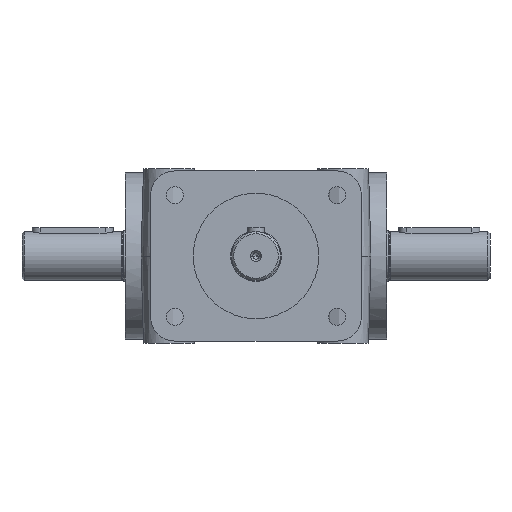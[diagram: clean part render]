
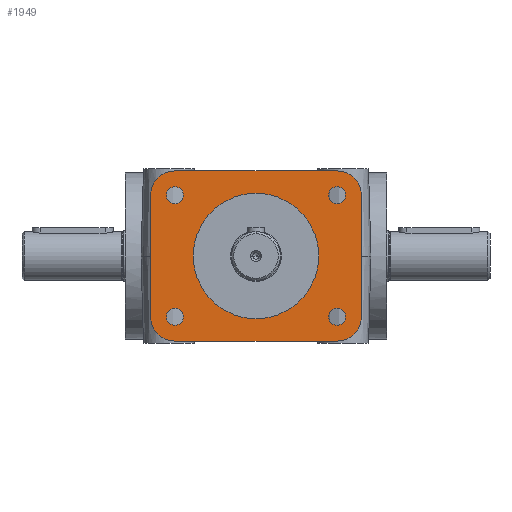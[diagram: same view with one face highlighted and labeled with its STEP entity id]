
A CAD part, front view. The second image highlights one B-rep face of the part: STEP entity #1949.
In plain terms, the highlighted planar face has unit normal (0, -1, 0).
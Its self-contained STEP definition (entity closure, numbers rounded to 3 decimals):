
#1949=ADVANCED_FACE('',(#4445,#4446,#4447,#4448,#4449,#4450),#4451,.F.);
#4445=FACE_OUTER_BOUND('',#7774,.T.);
#4446=FACE_BOUND('',#7775,.T.);
#4447=FACE_BOUND('',#7776,.T.);
#4448=FACE_BOUND('',#7777,.T.);
#4449=FACE_BOUND('',#7778,.T.);
#4450=FACE_BOUND('',#7779,.T.);
#4451=PLANE('',#7780);
#7774=EDGE_LOOP('',(#18171,#18172,#18173,#18174,#18175,#18176,#18177,#18178));
#7775=EDGE_LOOP('',(#18179,#18180,#18181));
#7776=EDGE_LOOP('',(#18182,#18183,#18184));
#7777=EDGE_LOOP('',(#18185,#18186,#18187));
#7778=EDGE_LOOP('',(#18188,#18189,#18190));
#7779=EDGE_LOOP('',(#18191,#18192));
#7780=AXIS2_PLACEMENT_3D('',#18193,#18194,#18195);
#18171=ORIENTED_EDGE('',*,*,#26678,.T.);
#18172=ORIENTED_EDGE('',*,*,#26674,.T.);
#18173=ORIENTED_EDGE('',*,*,#26670,.T.);
#18174=ORIENTED_EDGE('',*,*,#26666,.T.);
#18175=ORIENTED_EDGE('',*,*,#26662,.T.);
#18176=ORIENTED_EDGE('',*,*,#26658,.T.);
#18177=ORIENTED_EDGE('',*,*,#26654,.T.);
#18178=ORIENTED_EDGE('',*,*,#26649,.T.);
#18179=ORIENTED_EDGE('',*,*,#26683,.F.);
#18180=ORIENTED_EDGE('',*,*,#26684,.F.);
#18181=ORIENTED_EDGE('',*,*,#24798,.F.);
#18182=ORIENTED_EDGE('',*,*,#26685,.F.);
#18183=ORIENTED_EDGE('',*,*,#26686,.F.);
#18184=ORIENTED_EDGE('',*,*,#24803,.F.);
#18185=ORIENTED_EDGE('',*,*,#26687,.F.);
#18186=ORIENTED_EDGE('',*,*,#26688,.F.);
#18187=ORIENTED_EDGE('',*,*,#24808,.F.);
#18188=ORIENTED_EDGE('',*,*,#26689,.F.);
#18189=ORIENTED_EDGE('',*,*,#26690,.F.);
#18190=ORIENTED_EDGE('',*,*,#24813,.F.);
#18191=ORIENTED_EDGE('',*,*,#26641,.T.);
#18192=ORIENTED_EDGE('',*,*,#24875,.T.);
#18193=CARTESIAN_POINT('',(0.0,-91.0,0.0));
#18194=DIRECTION('',(0.0,1.0,0.0));
#18195=DIRECTION('',(1.0,0.0,-0.0));
#24798=EDGE_CURVE('',#28513,#28509,#28515,.T.);
#24803=EDGE_CURVE('',#28522,#28518,#28524,.T.);
#24808=EDGE_CURVE('',#28531,#28527,#28533,.T.);
#24813=EDGE_CURVE('',#28540,#28536,#28542,.T.);
#24875=EDGE_CURVE('',#28648,#28652,#28654,.T.);
#26641=EDGE_CURVE('',#28652,#28648,#31403,.T.);
#26649=EDGE_CURVE('',#31413,#31414,#31415,.T.);
#26654=EDGE_CURVE('',#31422,#31413,#31423,.T.);
#26658=EDGE_CURVE('',#31428,#31422,#31429,.T.);
#26662=EDGE_CURVE('',#31434,#31428,#31435,.T.);
#26666=EDGE_CURVE('',#31440,#31434,#31441,.T.);
#26670=EDGE_CURVE('',#31446,#31440,#31447,.T.);
#26674=EDGE_CURVE('',#31452,#31446,#31453,.T.);
#26678=EDGE_CURVE('',#31414,#31452,#31458,.T.);
#26683=EDGE_CURVE('',#31463,#28513,#31464,.T.);
#26684=EDGE_CURVE('',#28509,#31463,#31465,.T.);
#26685=EDGE_CURVE('',#31466,#28522,#31467,.T.);
#26686=EDGE_CURVE('',#28518,#31466,#31468,.T.);
#26687=EDGE_CURVE('',#31469,#28531,#31470,.T.);
#26688=EDGE_CURVE('',#28527,#31469,#31471,.T.);
#26689=EDGE_CURVE('',#31472,#28540,#31473,.T.);
#26690=EDGE_CURVE('',#28536,#31472,#31474,.T.);
#28509=VERTEX_POINT('',#34070);
#28513=VERTEX_POINT('',#34075);
#28515=CIRCLE('',#34078,4.188);
#28518=VERTEX_POINT('',#34081);
#28522=VERTEX_POINT('',#34086);
#28524=CIRCLE('',#34089,4.188);
#28527=VERTEX_POINT('',#34092);
#28531=VERTEX_POINT('',#34097);
#28533=CIRCLE('',#34100,4.188);
#28536=VERTEX_POINT('',#34103);
#28540=VERTEX_POINT('',#34108);
#28542=CIRCLE('',#34111,4.188);
#28648=VERTEX_POINT('',#34372);
#28652=VERTEX_POINT('',#34377);
#28654=CIRCLE('',#34380,31.0);
#31403=CIRCLE('',#48592,31.0);
#31413=VERTEX_POINT('',#48602);
#31414=VERTEX_POINT('',#48603);
#31415=LINE('',#48604,#48605);
#31422=VERTEX_POINT('',#48615);
#31423=CIRCLE('',#48616,12.0);
#31428=VERTEX_POINT('',#48622);
#31429=LINE('',#48623,#48624);
#31434=VERTEX_POINT('',#48631);
#31435=CIRCLE('',#48632,12.0);
#31440=VERTEX_POINT('',#48638);
#31441=LINE('',#48639,#48640);
#31446=VERTEX_POINT('',#48647);
#31447=CIRCLE('',#48648,12.0);
#31452=VERTEX_POINT('',#48654);
#31453=LINE('',#48655,#48656);
#31458=CIRCLE('',#48663,12.0);
#31463=VERTEX_POINT('',#48668);
#31464=CIRCLE('',#48669,4.188);
#31465=CIRCLE('',#48670,4.188);
#31466=VERTEX_POINT('',#48671);
#31467=CIRCLE('',#48672,4.188);
#31468=CIRCLE('',#48673,4.188);
#31469=VERTEX_POINT('',#48674);
#31470=CIRCLE('',#48675,4.188);
#31471=CIRCLE('',#48676,4.188);
#31472=VERTEX_POINT('',#48677);
#31473=CIRCLE('',#48678,4.188);
#31474=CIRCLE('',#48679,4.188);
#34070=CARTESIAN_POINT('',(40.0,-91.0,25.812));
#34075=CARTESIAN_POINT('',(40.0,-91.0,34.188));
#34078=AXIS2_PLACEMENT_3D('',#55329,#55330,#55331);
#34081=CARTESIAN_POINT('',(40.0,-91.0,-34.188));
#34086=CARTESIAN_POINT('',(40.0,-91.0,-25.812));
#34089=AXIS2_PLACEMENT_3D('',#55337,#55338,#55339);
#34092=CARTESIAN_POINT('',(-40.0,-91.0,-34.188));
#34097=CARTESIAN_POINT('',(-40.0,-91.0,-25.812));
#34100=AXIS2_PLACEMENT_3D('',#55345,#55346,#55347);
#34103=CARTESIAN_POINT('',(-40.0,-91.0,25.812));
#34108=CARTESIAN_POINT('',(-40.0,-91.0,34.188));
#34111=AXIS2_PLACEMENT_3D('',#55353,#55354,#55355);
#34372=CARTESIAN_POINT('',(0.,-91.0,-31.0));
#34377=CARTESIAN_POINT('',(0.,-91.0,31.0));
#34380=AXIS2_PLACEMENT_3D('',#55446,#55447,#55448);
#48592=AXIS2_PLACEMENT_3D('',#56482,#56483,#56484);
#48602=CARTESIAN_POINT('',(-52.0,-91.0,30.0));
#48603=CARTESIAN_POINT('',(-52.0,-91.0,-30.0));
#48604=CARTESIAN_POINT('',(-52.0,-91.0,30.0));
#48605=VECTOR('',#56497,1000.0);
#48615=CARTESIAN_POINT('',(-40.0,-91.0,42.0));
#48616=AXIS2_PLACEMENT_3D('',#56501,#56502,#56503);
#48622=CARTESIAN_POINT('',(40.0,-91.0,42.0));
#48623=CARTESIAN_POINT('',(40.0,-91.0,42.0));
#48624=VECTOR('',#56508,1000.0);
#48631=CARTESIAN_POINT('',(52.0,-91.0,30.0));
#48632=AXIS2_PLACEMENT_3D('',#56511,#56512,#56513);
#48638=CARTESIAN_POINT('',(52.0,-91.0,-30.0));
#48639=CARTESIAN_POINT('',(52.0,-91.0,-30.0));
#48640=VECTOR('',#56518,1000.0);
#48647=CARTESIAN_POINT('',(40.0,-91.0,-42.0));
#48648=AXIS2_PLACEMENT_3D('',#56521,#56522,#56523);
#48654=CARTESIAN_POINT('',(-40.0,-91.0,-42.0));
#48655=CARTESIAN_POINT('',(-40.0,-91.0,-42.0));
#48656=VECTOR('',#56528,1000.0);
#48663=AXIS2_PLACEMENT_3D('',#56531,#56532,#56533);
#48668=CARTESIAN_POINT('',(44.188,-91.0,30.0));
#48669=AXIS2_PLACEMENT_3D('',#56537,#56538,#56539);
#48670=AXIS2_PLACEMENT_3D('',#56540,#56541,#56542);
#48671=CARTESIAN_POINT('',(44.188,-91.0,-30.0));
#48672=AXIS2_PLACEMENT_3D('',#56543,#56544,#56545);
#48673=AXIS2_PLACEMENT_3D('',#56546,#56547,#56548);
#48674=CARTESIAN_POINT('',(-35.812,-91.0,-30.0));
#48675=AXIS2_PLACEMENT_3D('',#56549,#56550,#56551);
#48676=AXIS2_PLACEMENT_3D('',#56552,#56553,#56554);
#48677=CARTESIAN_POINT('',(-35.812,-91.0,30.0));
#48678=AXIS2_PLACEMENT_3D('',#56555,#56556,#56557);
#48679=AXIS2_PLACEMENT_3D('',#56558,#56559,#56560);
#55329=CARTESIAN_POINT('',(40.0,-91.0,30.0));
#55330=DIRECTION('',(0.0,-1.0,0.0));
#55331=DIRECTION('',(1.0,0.0,0.0));
#55337=CARTESIAN_POINT('',(40.0,-91.0,-30.0));
#55338=DIRECTION('',(0.0,-1.0,0.0));
#55339=DIRECTION('',(1.0,0.0,0.0));
#55345=CARTESIAN_POINT('',(-40.0,-91.0,-30.0));
#55346=DIRECTION('',(0.0,-1.0,0.0));
#55347=DIRECTION('',(1.0,0.0,0.0));
#55353=CARTESIAN_POINT('',(-40.0,-91.0,30.0));
#55354=DIRECTION('',(0.0,-1.0,0.0));
#55355=DIRECTION('',(1.0,0.0,0.0));
#55446=CARTESIAN_POINT('',(0.,-91.0,0.0));
#55447=DIRECTION('',(0.0,1.0,0.0));
#55448=DIRECTION('',(0.0,0.0,1.0));
#56482=CARTESIAN_POINT('',(0.,-91.0,0.0));
#56483=DIRECTION('',(0.0,1.0,0.0));
#56484=DIRECTION('',(0.0,0.0,1.0));
#56497=DIRECTION('',(0.0,0.0,-1.0));
#56501=CARTESIAN_POINT('',(-40.0,-91.0,30.0));
#56502=DIRECTION('',(0.0,-1.0,0.0));
#56503=DIRECTION('',(1.0,0.0,0.0));
#56508=DIRECTION('',(-1.0,0.0,0.0));
#56511=CARTESIAN_POINT('',(40.0,-91.0,30.0));
#56512=DIRECTION('',(0.0,-1.0,0.0));
#56513=DIRECTION('',(1.0,0.0,0.0));
#56518=DIRECTION('',(0.0,0.0,1.0));
#56521=CARTESIAN_POINT('',(40.0,-91.0,-30.0));
#56522=DIRECTION('',(0.0,-1.0,0.0));
#56523=DIRECTION('',(-1.0,0.0,0.0));
#56528=DIRECTION('',(1.0,0.0,0.0));
#56531=CARTESIAN_POINT('',(-40.0,-91.0,-30.0));
#56532=DIRECTION('',(0.0,-1.0,0.0));
#56533=DIRECTION('',(1.0,0.0,0.0));
#56537=CARTESIAN_POINT('',(40.0,-91.0,30.0));
#56538=DIRECTION('',(0.0,-1.0,0.0));
#56539=DIRECTION('',(1.0,0.0,0.0));
#56540=CARTESIAN_POINT('',(40.0,-91.0,30.0));
#56541=DIRECTION('',(0.0,-1.0,0.0));
#56542=DIRECTION('',(1.0,0.0,0.0));
#56543=CARTESIAN_POINT('',(40.0,-91.0,-30.0));
#56544=DIRECTION('',(0.0,-1.0,0.0));
#56545=DIRECTION('',(1.0,0.0,0.0));
#56546=CARTESIAN_POINT('',(40.0,-91.0,-30.0));
#56547=DIRECTION('',(0.0,-1.0,0.0));
#56548=DIRECTION('',(1.0,0.0,0.0));
#56549=CARTESIAN_POINT('',(-40.0,-91.0,-30.0));
#56550=DIRECTION('',(0.0,-1.0,0.0));
#56551=DIRECTION('',(1.0,0.0,0.0));
#56552=CARTESIAN_POINT('',(-40.0,-91.0,-30.0));
#56553=DIRECTION('',(0.0,-1.0,0.0));
#56554=DIRECTION('',(1.0,0.0,0.0));
#56555=CARTESIAN_POINT('',(-40.0,-91.0,30.0));
#56556=DIRECTION('',(0.0,-1.0,0.0));
#56557=DIRECTION('',(1.0,0.0,0.0));
#56558=CARTESIAN_POINT('',(-40.0,-91.0,30.0));
#56559=DIRECTION('',(0.0,-1.0,0.0));
#56560=DIRECTION('',(1.0,0.0,0.0));
